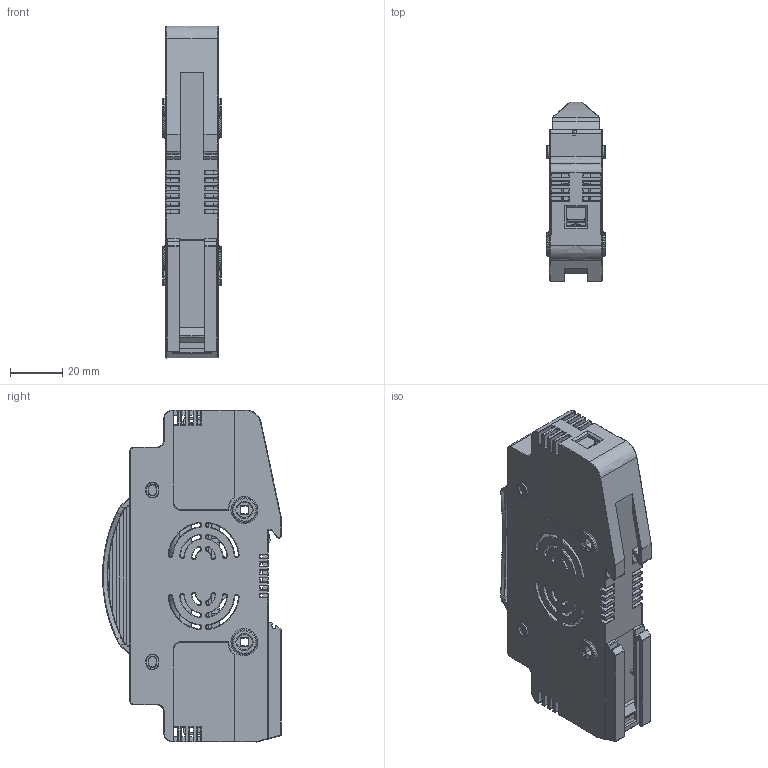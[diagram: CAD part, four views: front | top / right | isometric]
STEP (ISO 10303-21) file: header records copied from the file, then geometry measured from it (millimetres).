
FILE_DESCRIPTION(/* description */ (''),/* implementation_level */ '2;1');
FILE_NAME(/* name */ 'FILE_STP_CAD_DRAWING_3d_ST15PV-32_prt.stp',/* time_stamp */ '2026-02-05T14:58:09+01:00',/* author */ (''),/* organization */ (''),/* preprocessor_version */ 'ST-DEVELOPER v20',/* originating_system */ 'SIEMENS PLM Software NX2406.8500',/* authorisation */ '');
FILE_SCHEMA (('AUTOMOTIVE_DESIGN { 1 0 10303 214 3 1 1 1 }'));
Products named in the file (1): 3d_ST15PV-32
Bounding box: 22.35 x 68.75 x 127.6 mm (x, y, z)
Volume: 143.3 mm3; surface area: 76140.4 mm2
Topology: 11 solids, 12 shells, 3490 faces, 10048 edges, 6344 vertices
Faces by surface type: plane 1902, bspline 1148, torus 254, sphere 186
Entity records: 156952 total; most frequent: CARTESIAN_POINT 82185, ORIENTED_EDGE 19637, EDGE_CURVE 9828, DIRECTION 8513, VERTEX_POINT 6285, B_SPLINE_CURVE_WITH_KNOTS 6000, LINE 3825, VECTOR 3825
